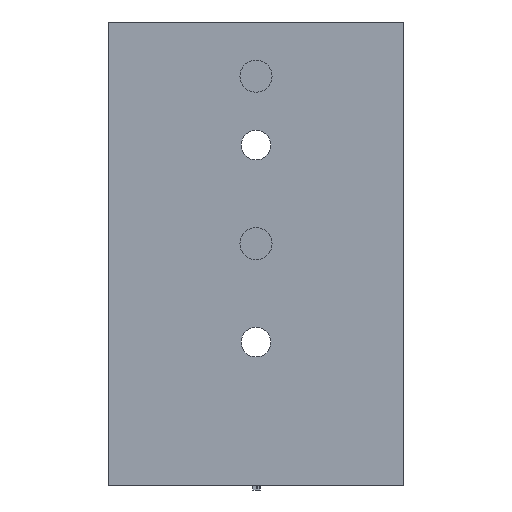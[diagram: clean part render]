
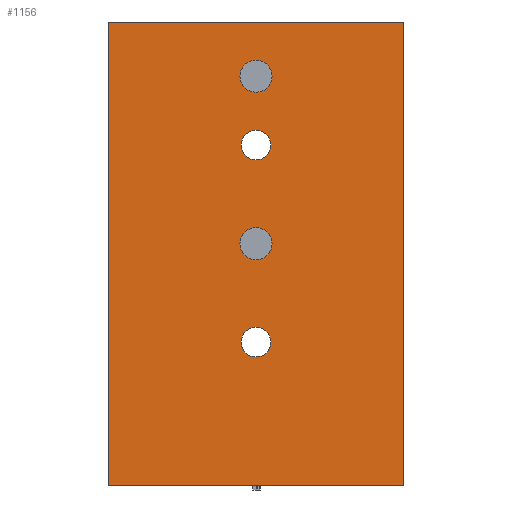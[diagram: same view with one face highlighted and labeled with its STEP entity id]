
A CAD part, front view. The second image highlights one B-rep face of the part: STEP entity #1156.
In plain terms, the highlighted planar face has unit normal (0, -1, 0).
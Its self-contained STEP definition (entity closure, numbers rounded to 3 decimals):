
#15=CIRCLE('',#1187,1.5);
#18=CIRCLE('',#1191,1.625);
#19=CIRCLE('',#1194,1.5);
#22=CIRCLE('',#1198,1.625);
#32=FACE_BOUND('',#234,.T.);
#33=FACE_BOUND('',#235,.T.);
#34=FACE_BOUND('',#236,.T.);
#35=FACE_BOUND('',#237,.T.);
#166=FACE_OUTER_BOUND('',#233,.T.);
#233=EDGE_LOOP('',(#1024,#1025,#1026,#1027));
#234=EDGE_LOOP('',(#1028));
#235=EDGE_LOOP('',(#1029));
#236=EDGE_LOOP('',(#1030));
#237=EDGE_LOOP('',(#1031));
#309=LINE('',#2067,#418);
#346=LINE('',#2160,#455);
#347=LINE('',#2163,#456);
#348=LINE('',#2164,#457);
#418=VECTOR('',#1312,10.);
#455=VECTOR('',#1411,10.);
#456=VECTOR('',#1414,10.);
#457=VECTOR('',#1415,10.);
#526=VERTEX_POINT('',#2033);
#542=VERTEX_POINT('',#2065);
#543=VERTEX_POINT('',#2070);
#546=VERTEX_POINT('',#2078);
#547=VERTEX_POINT('',#2083);
#550=VERTEX_POINT('',#2091);
#567=VERTEX_POINT('',#2158);
#568=VERTEX_POINT('',#2162);
#685=EDGE_CURVE('',#526,#542,#309,.T.);
#686=EDGE_CURVE('',#543,#543,#15,.T.);
#691=EDGE_CURVE('',#546,#546,#18,.T.);
#692=EDGE_CURVE('',#547,#547,#19,.T.);
#697=EDGE_CURVE('',#550,#550,#22,.T.);
#730=EDGE_CURVE('',#542,#567,#346,.T.);
#731=EDGE_CURVE('',#568,#567,#347,.T.);
#732=EDGE_CURVE('',#526,#568,#348,.T.);
#1024=ORIENTED_EDGE('',*,*,#685,.T.);
#1025=ORIENTED_EDGE('',*,*,#730,.T.);
#1026=ORIENTED_EDGE('',*,*,#731,.F.);
#1027=ORIENTED_EDGE('',*,*,#732,.F.);
#1028=ORIENTED_EDGE('',*,*,#686,.T.);
#1029=ORIENTED_EDGE('',*,*,#691,.T.);
#1030=ORIENTED_EDGE('',*,*,#692,.T.);
#1031=ORIENTED_EDGE('',*,*,#697,.T.);
#1094=PLANE('',#1216);
#1156=ADVANCED_FACE('',(#166,#32,#33,#34,#35),#1094,.T.);
#1187=AXIS2_PLACEMENT_3D('',#2071,#1317,#1318);
#1191=AXIS2_PLACEMENT_3D('',#2080,#1327,#1328);
#1194=AXIS2_PLACEMENT_3D('',#2084,#1333,#1334);
#1198=AXIS2_PLACEMENT_3D('',#2093,#1343,#1344);
#1216=AXIS2_PLACEMENT_3D('',#2161,#1412,#1413);
#1312=DIRECTION('',(1.,0.,0.));
#1317=DIRECTION('center_axis',(0.,1.,0.));
#1318=DIRECTION('ref_axis',(1.,0.,0.));
#1327=DIRECTION('center_axis',(0.,1.,0.));
#1328=DIRECTION('ref_axis',(1.,0.,0.));
#1333=DIRECTION('center_axis',(0.,1.,0.));
#1334=DIRECTION('ref_axis',(1.,0.,0.));
#1343=DIRECTION('center_axis',(0.,1.,0.));
#1344=DIRECTION('ref_axis',(1.,0.,0.));
#1411=DIRECTION('',(0.,0.,1.));
#1412=DIRECTION('center_axis',(0.,-1.,0.));
#1413=DIRECTION('ref_axis',(1.,0.,0.));
#1414=DIRECTION('',(1.,0.,0.));
#1415=DIRECTION('',(0.,0.,1.));
#2033=CARTESIAN_POINT('',(34.963,0.,0.));
#2065=CARTESIAN_POINT('',(64.963,0.,0.));
#2067=CARTESIAN_POINT('',(34.963,0.,0.));
#2070=CARTESIAN_POINT('',(48.463,0.,14.5));
#2071=CARTESIAN_POINT('Origin',(49.963,0.,14.5));
#2078=CARTESIAN_POINT('',(48.338,0.,24.5));
#2080=CARTESIAN_POINT('Origin',(49.963,0.,24.5));
#2083=CARTESIAN_POINT('',(48.463,0.,34.5));
#2084=CARTESIAN_POINT('Origin',(49.963,0.,34.5));
#2091=CARTESIAN_POINT('',(48.338,0.,41.5));
#2093=CARTESIAN_POINT('Origin',(49.963,0.,41.5));
#2158=CARTESIAN_POINT('',(64.963,0.,47.));
#2160=CARTESIAN_POINT('',(64.963,0.,0.));
#2161=CARTESIAN_POINT('Origin',(34.963,0.,0.));
#2162=CARTESIAN_POINT('',(34.963,0.,47.));
#2163=CARTESIAN_POINT('',(34.963,0.,47.));
#2164=CARTESIAN_POINT('',(34.963,0.,0.));
